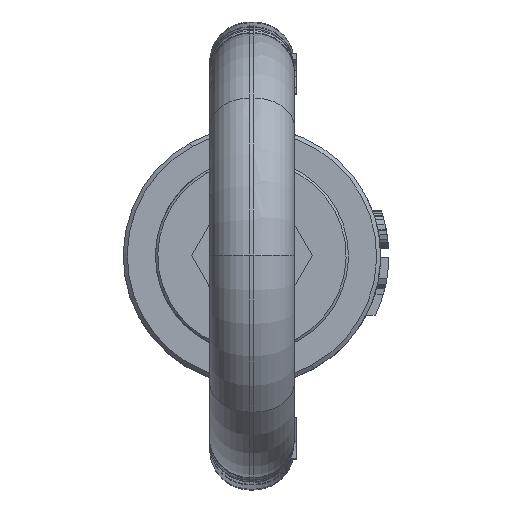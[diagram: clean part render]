
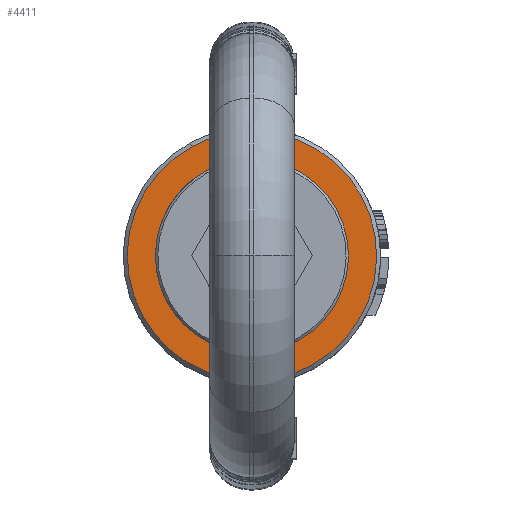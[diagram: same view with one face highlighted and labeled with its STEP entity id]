
A CAD part, top view. The second image highlights one B-rep face of the part: STEP entity #4411.
In plain terms, the highlighted planar face has unit normal (0, 0, 1).
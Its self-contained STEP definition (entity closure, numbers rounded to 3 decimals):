
#3378=CARTESIAN_POINT('Axis2P3D Location',(0.,0.,-30.85)) ;
#3382=CARTESIAN_POINT('Vertex',(7.431,-13.603,-30.85)) ;
#3384=CARTESIAN_POINT('Vertex',(-7.431,13.603,-30.85)) ;
#4379=CARTESIAN_POINT('Axis2P3D Location',(0.,-12.,-30.85)) ;
#4384=CARTESIAN_POINT('Axis2P3D Location',(0.,0.,-30.85)) ;
#4393=CARTESIAN_POINT('Axis2P3D Location',(0.,0.,-30.85)) ;
#4397=CARTESIAN_POINT('Vertex',(5.753,-10.531,-30.85)) ;
#4399=CARTESIAN_POINT('Vertex',(-5.753,10.531,-30.85)) ;
#4402=CARTESIAN_POINT('Axis2P3D Location',(0.,0.,-30.85)) ;
#3379=DIRECTION('Axis2P3D Direction',(0.,-0.,-1.)) ;
#4380=DIRECTION('Axis2P3D Direction',(0.,0.,1.)) ;
#4381=DIRECTION('Axis2P3D XDirection',(1.,0.,0.)) ;
#4385=DIRECTION('Axis2P3D Direction',(0.,0.,1.)) ;
#4394=DIRECTION('Axis2P3D Direction',(0.,0.,1.)) ;
#4403=DIRECTION('Axis2P3D Direction',(0.,0.,1.)) ;
#3380=AXIS2_PLACEMENT_3D('Circle Axis2P3D',#3378,#3379,$) ;
#4382=AXIS2_PLACEMENT_3D('Plane Axis2P3D',#4379,#4380,#4381) ;
#4386=AXIS2_PLACEMENT_3D('Circle Axis2P3D',#4384,#4385,$) ;
#4395=AXIS2_PLACEMENT_3D('Circle Axis2P3D',#4393,#4394,$) ;
#4404=AXIS2_PLACEMENT_3D('Circle Axis2P3D',#4402,#4403,$) ;
#4390=ORIENTED_EDGE('',*,*,#4388,.T.) ;
#4391=ORIENTED_EDGE('',*,*,#3386,.T.) ;
#4408=ORIENTED_EDGE('',*,*,#4401,.F.) ;
#4409=ORIENTED_EDGE('',*,*,#4406,.F.) ;
#4410=FACE_BOUND('',#4407,.T.) ;
#4411=ADVANCED_FACE('\X2\672C9AD4\X0\.2',(#4392,#4410),#4383,.T.) ;
#3381=CIRCLE('generated circle',#3380,15.5) ;
#4387=CIRCLE('generated circle',#4386,15.5) ;
#4396=CIRCLE('generated circle',#4395,12.) ;
#4405=CIRCLE('generated circle',#4404,12.) ;
#3386=EDGE_CURVE('',#3383,#3385,#3381,.F.) ;
#4388=EDGE_CURVE('',#3385,#3383,#4387,.T.) ;
#4401=EDGE_CURVE('',#4398,#4400,#4396,.T.) ;
#4406=EDGE_CURVE('',#4400,#4398,#4405,.T.) ;
#4389=EDGE_LOOP('',(#4390,#4391)) ;
#4407=EDGE_LOOP('',(#4408,#4409)) ;
#4392=FACE_OUTER_BOUND('',#4389,.T.) ;
#4383=PLANE('',#4382) ;
#3383=VERTEX_POINT('',#3382) ;
#3385=VERTEX_POINT('',#3384) ;
#4398=VERTEX_POINT('',#4397) ;
#4400=VERTEX_POINT('',#4399) ;
